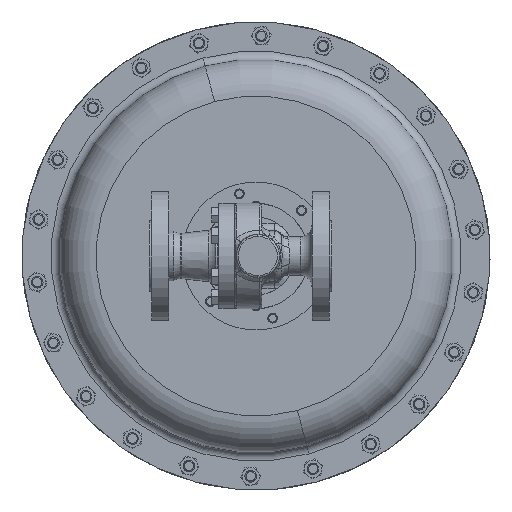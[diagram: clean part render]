
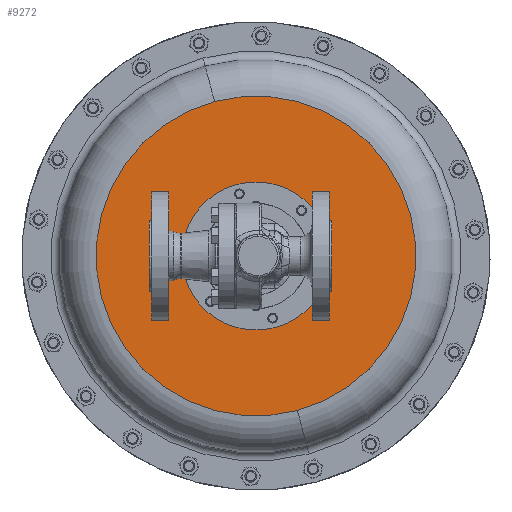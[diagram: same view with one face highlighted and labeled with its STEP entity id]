
A CAD part, front view. The second image highlights one B-rep face of the part: STEP entity #9272.
In plain terms, the highlighted planar face has unit normal (0, -1, 0).
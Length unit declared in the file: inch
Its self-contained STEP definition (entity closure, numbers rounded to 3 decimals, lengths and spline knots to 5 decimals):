
#919 = CIRCLE ( 'NONE', #18510, 2.375 ) ;
#1310 = CARTESIAN_POINT ( 'NONE',  ( 3.20188, 10.69479, -1.18739 ) ) ;
#2340 = CIRCLE ( 'NONE', #35656, 5.125 ) ;
#2647 = EDGE_LOOP ( 'NONE', ( #7158, #3414 ) ) ;
#3414 = ORIENTED_EDGE ( 'NONE', *, *, #19691, .F. ) ;
#3438 = VERTEX_POINT ( 'NONE', #1310 ) ;
#3534 = AXIS2_PLACEMENT_3D ( 'NONE', #30609, #13288, #33510 ) ;
#3907 = CARTESIAN_POINT ( 'NONE',  ( 3.55481, 10.69479, 2.0836 ) ) ;
#5693 = DIRECTION ( 'NONE',  ( 0., -1., 0. ) ) ;
#5901 = VERTEX_POINT ( 'NONE', #24610 ) ;
#7158 = ORIENTED_EDGE ( 'NONE', *, *, #32987, .F. ) ;
#8170 = CIRCLE ( 'NONE', #3534, 5.125 ) ;
#8472 = CARTESIAN_POINT ( 'NONE',  ( -3.07493, 10.69479, 2.43654 ) ) ;
#8590 = DIRECTION ( 'NONE',  ( -0.259, 0., 0.966 ) ) ;
#9272 = ADVANCED_FACE ( 'NONE', ( #23759, #37352 ), #34389, .T. ) ;
#10155 = ORIENTED_EDGE ( 'NONE', *, *, #15110, .T. ) ;
#13288 = DIRECTION ( 'NONE',  ( 0., 1., 0. ) ) ;
#13555 = DIRECTION ( 'NONE',  ( 0., 1., 0. ) ) ;
#13845 = DIRECTION ( 'NONE',  ( 0., 1., 0. ) ) ;
#15110 = EDGE_CURVE ( 'NONE', #36537, #33448, #919, .T. ) ;
#15474 = CARTESIAN_POINT ( 'NONE',  ( 1.87544, 10.69479, 3.76298 ) ) ;
#16995 = EDGE_CURVE ( 'NONE', #33448, #36537, #19662, .T. ) ;
#18053 = AXIS2_PLACEMENT_3D ( 'NONE', #15474, #35713, #18403 ) ;
#18403 = DIRECTION ( 'NONE',  ( -0.707, 0., 0.707 ) ) ;
#18510 = AXIS2_PLACEMENT_3D ( 'NONE', #30857, #13555, #33775 ) ;
#19662 = CIRCLE ( 'NONE', #18053, 2.375 ) ;
#19691 = EDGE_CURVE ( 'NONE', #5901, #3438, #2340, .T. ) ;
#22264 = ORIENTED_EDGE ( 'NONE', *, *, #16995, .T. ) ;
#23759 = FACE_OUTER_BOUND ( 'NONE', #2647, .T. ) ;
#24610 = CARTESIAN_POINT ( 'NONE',  ( 0.54899, 10.69479, 8.71335 ) ) ;
#30609 = CARTESIAN_POINT ( 'NONE',  ( 1.87544, 10.69479, 3.76298 ) ) ;
#30857 = CARTESIAN_POINT ( 'NONE',  ( 1.87544, 10.69479, 3.76298 ) ) ;
#30872 = EDGE_LOOP ( 'NONE', ( #22264, #10155 ) ) ;
#31140 = CARTESIAN_POINT ( 'NONE',  ( 1.87544, 10.69479, 3.76298 ) ) ;
#32987 = EDGE_CURVE ( 'NONE', #3438, #5901, #8170, .T. ) ;
#33095 = AXIS2_PLACEMENT_3D ( 'NONE', #8472, #5693, #8590 ) ;
#33448 = VERTEX_POINT ( 'NONE', #3907 ) ;
#33510 = DIRECTION ( 'NONE',  ( 0.259, 0., -0.966 ) ) ;
#33775 = DIRECTION ( 'NONE',  ( -0.707, 0., 0.707 ) ) ;
#34060 = DIRECTION ( 'NONE',  ( 0.259, 0., -0.966 ) ) ;
#34389 = PLANE ( 'NONE',  #33095 ) ;
#35310 = CARTESIAN_POINT ( 'NONE',  ( 0.19606, 10.69479, 5.44236 ) ) ;
#35656 = AXIS2_PLACEMENT_3D ( 'NONE', #31140, #13845, #34060 ) ;
#35713 = DIRECTION ( 'NONE',  ( 0., 1., 0. ) ) ;
#36537 = VERTEX_POINT ( 'NONE', #35310 ) ;
#37352 = FACE_BOUND ( 'NONE', #30872, .T. ) ;
